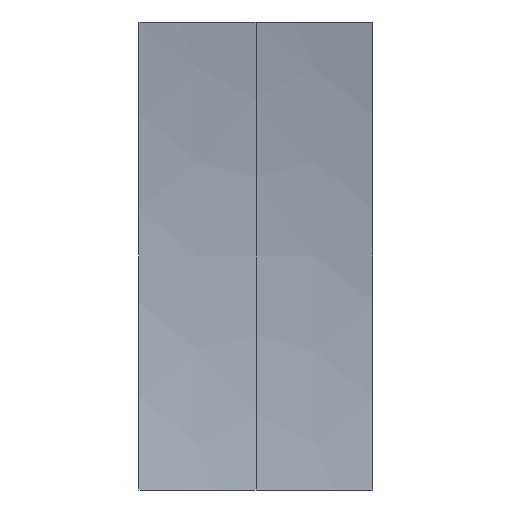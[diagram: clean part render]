
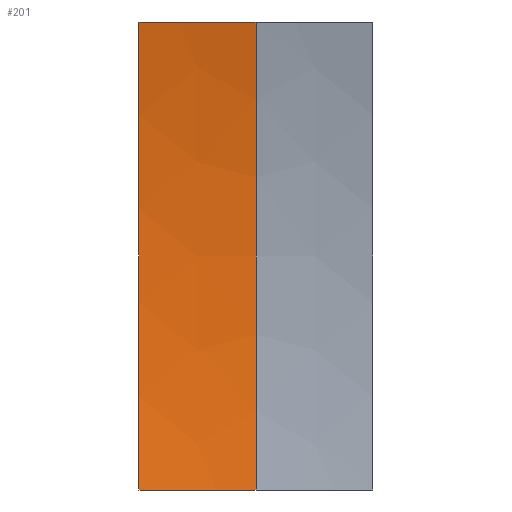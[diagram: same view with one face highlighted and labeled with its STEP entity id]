
A CAD part, front view. The second image highlights one B-rep face of the part: STEP entity #201.
In plain terms, the highlighted spherical face has radius 332 mm.
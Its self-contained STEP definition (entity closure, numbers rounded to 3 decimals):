
#1 = AXIS2_PLACEMENT_3D ( 'NONE', #312, #112, #85 ) ;
#8 = DIRECTION ( 'NONE',  ( 0., 0., 1. ) ) ;
#18 = VERTEX_POINT ( 'NONE', #29 ) ;
#26 = EDGE_CURVE ( 'NONE', #18, #332, #152, .T. ) ;
#29 = CARTESIAN_POINT ( 'NONE',  ( -30., 325.152, 60. ) ) ;
#31 = DIRECTION ( 'NONE',  ( 1., 0., 0. ) ) ;
#56 = EDGE_CURVE ( 'NONE', #115, #221, #139, .T. ) ;
#65 = FACE_OUTER_BOUND ( 'NONE', #123, .T. ) ;
#68 = ORIENTED_EDGE ( 'NONE', *, *, #161, .F. ) ;
#85 = DIRECTION ( 'NONE',  ( 0., 0., 1. ) ) ;
#87 = CARTESIAN_POINT ( 'NONE',  ( 0., 0., 60. ) ) ;
#96 = EDGE_CURVE ( 'NONE', #332, #115, #247, .T. ) ;
#102 = AXIS2_PLACEMENT_3D ( 'NONE', #132, #180, #8 ) ;
#105 = DIRECTION ( 'NONE',  ( 0., 0., -1. ) ) ;
#112 = DIRECTION ( 'NONE',  ( -1., 0., 0. ) ) ;
#115 = VERTEX_POINT ( 'NONE', #294 ) ;
#117 = CARTESIAN_POINT ( 'NONE',  ( 0., 326.533, 60. ) ) ;
#121 = SPHERICAL_SURFACE ( 'NONE', #272, 332. ) ;
#123 = EDGE_LOOP ( 'NONE', ( #172, #197, #68, #297, #213 ) ) ;
#132 = CARTESIAN_POINT ( 'NONE',  ( -30., 0., 0. ) ) ;
#139 = CIRCLE ( 'NONE', #255, 332. ) ;
#144 = DIRECTION ( 'NONE',  ( 0., 0., 1. ) ) ;
#152 = CIRCLE ( 'NONE', #102, 330.642 ) ;
#161 = EDGE_CURVE ( 'NONE', #185, #221, #242, .T. ) ;
#166 = CARTESIAN_POINT ( 'NONE',  ( 0., 0., 0. ) ) ;
#170 = CARTESIAN_POINT ( 'NONE',  ( 0., 332., 0. ) ) ;
#172 = ORIENTED_EDGE ( 'NONE', *, *, #96, .T. ) ;
#180 = DIRECTION ( 'NONE',  ( -1., 0., 0. ) ) ;
#184 = CARTESIAN_POINT ( 'NONE',  ( 0., 0., 0. ) ) ;
#185 = VERTEX_POINT ( 'NONE', #117 ) ;
#197 = ORIENTED_EDGE ( 'NONE', *, *, #56, .T. ) ;
#201 = ADVANCED_FACE ( 'NONE', ( #65 ), #121, .F. ) ;
#206 = CIRCLE ( 'NONE', #327, 326.533 ) ;
#213 = ORIENTED_EDGE ( 'NONE', *, *, #26, .T. ) ;
#214 = CARTESIAN_POINT ( 'NONE',  ( -30., 325.152, -60. ) ) ;
#221 = VERTEX_POINT ( 'NONE', #170 ) ;
#222 = DIRECTION ( 'NONE',  ( 1., 0., 0. ) ) ;
#232 = CARTESIAN_POINT ( 'NONE',  ( 0., 0., -60. ) ) ;
#234 = DIRECTION ( 'NONE',  ( 0., 0., -1. ) ) ;
#242 = CIRCLE ( 'NONE', #1, 332. ) ;
#247 = CIRCLE ( 'NONE', #311, 326.533 ) ;
#252 = EDGE_CURVE ( 'NONE', #185, #18, #206, .T. ) ;
#255 = AXIS2_PLACEMENT_3D ( 'NONE', #184, #31, #234 ) ;
#260 = DIRECTION ( 'NONE',  ( -1., 0., 0. ) ) ;
#270 = DIRECTION ( 'NONE',  ( 0., 0., 1. ) ) ;
#272 = AXIS2_PLACEMENT_3D ( 'NONE', #166, #222, #270 ) ;
#294 = CARTESIAN_POINT ( 'NONE',  ( 0., 326.533, -60. ) ) ;
#297 = ORIENTED_EDGE ( 'NONE', *, *, #252, .T. ) ;
#311 = AXIS2_PLACEMENT_3D ( 'NONE', #232, #105, #260 ) ;
#312 = CARTESIAN_POINT ( 'NONE',  ( 0., 0., 0. ) ) ;
#326 = DIRECTION ( 'NONE',  ( 1., 0., 0. ) ) ;
#327 = AXIS2_PLACEMENT_3D ( 'NONE', #87, #144, #326 ) ;
#332 = VERTEX_POINT ( 'NONE', #214 ) ;
